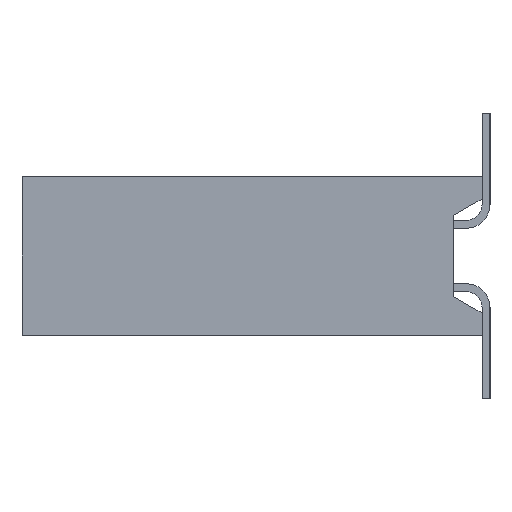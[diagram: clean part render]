
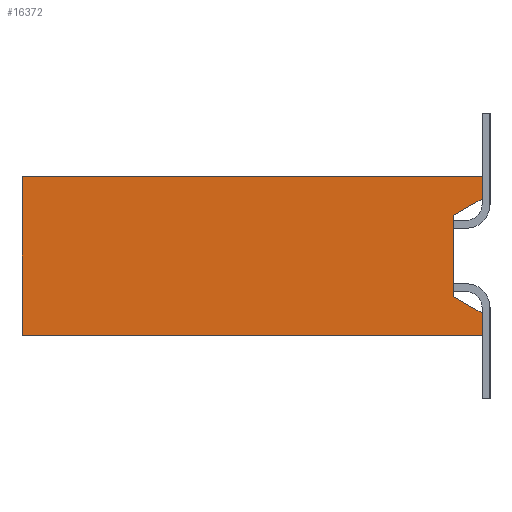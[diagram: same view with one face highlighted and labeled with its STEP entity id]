
A CAD part, left-side view. The second image highlights one B-rep face of the part: STEP entity #16372.
In plain terms, the highlighted planar face has unit normal (-1, 0, 0).
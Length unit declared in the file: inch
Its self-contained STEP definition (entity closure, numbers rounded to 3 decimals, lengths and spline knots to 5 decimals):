
#1537=ORIENTED_EDGE('',*,*,#5997,.F.);
#1538=ORIENTED_EDGE('',*,*,#5643,.T.);
#1539=ORIENTED_EDGE('',*,*,#5805,.F.);
#1540=ORIENTED_EDGE('',*,*,#5103,.F.);
#1541=ORIENTED_EDGE('',*,*,#5801,.T.);
#1542=ORIENTED_EDGE('',*,*,#5723,.T.);
#1543=ORIENTED_EDGE('',*,*,#6057,.F.);
#1544=ORIENTED_EDGE('',*,*,#6058,.F.);
#5103=EDGE_CURVE('',#7509,#7510,#9113,.T.);
#5643=EDGE_CURVE('',#7898,#7897,#9653,.T.);
#5723=EDGE_CURVE('',#7978,#7977,#9733,.T.);
#5801=EDGE_CURVE('',#7509,#7978,#9811,.T.);
#5805=EDGE_CURVE('',#7510,#7897,#9815,.T.);
#5997=EDGE_CURVE('',#7898,#8170,#10007,.T.);
#6057=EDGE_CURVE('',#8210,#7977,#10067,.T.);
#6058=EDGE_CURVE('',#8170,#8210,#10068,.T.);
#7509=VERTEX_POINT('',#22270);
#7510=VERTEX_POINT('',#22272);
#7897=VERTEX_POINT('',#23351);
#7898=VERTEX_POINT('',#23353);
#7977=VERTEX_POINT('',#23531);
#7978=VERTEX_POINT('',#23533);
#8170=VERTEX_POINT('',#24019);
#8210=VERTEX_POINT('',#24140);
#9113=LINE('',#22271,#11443);
#9653=LINE('',#23352,#11983);
#9733=LINE('',#23532,#12063);
#9811=LINE('',#23650,#12141);
#9815=LINE('',#23656,#12145);
#10007=LINE('',#24021,#12337);
#10067=LINE('',#24141,#12397);
#10068=LINE('',#24143,#12398);
#11443=VECTOR('',#18024,39.37008);
#11983=VECTOR('',#18870,39.37008);
#12063=VECTOR('',#18990,39.37008);
#12141=VECTOR('',#19070,39.37008);
#12145=VECTOR('',#19076,39.37008);
#12337=VECTOR('',#19308,39.37008);
#12397=VECTOR('',#19408,39.37008);
#12398=VECTOR('',#19411,39.37008);
#13880=EDGE_LOOP('',(#1537,#1538,#1539,#1540,#1541,#1542,#1543,#1544));
#14760=FACE_BOUND('',#13880,.T.);
#15603=PLANE('',#17205);
#16372=ADVANCED_FACE('',(#14760),#15603,.F.);
#17205=AXIS2_PLACEMENT_3D('',#24142,#19409,#19410);
#18024=DIRECTION('',(0.,0.,1.));
#18870=DIRECTION('',(0.,0.,1.));
#18990=DIRECTION('',(0.,0.,1.));
#19070=DIRECTION('',(0.,-1.,0.));
#19076=DIRECTION('',(0.,-1.,0.));
#19308=DIRECTION('',(0.,0.866,-0.5));
#19408=DIRECTION('',(0.,-0.866,-0.5));
#19409=DIRECTION('',(1.,0.,0.));
#19410=DIRECTION('',(0.,0.,-1.));
#19411=DIRECTION('',(0.,0.,-1.));
#22270=CARTESIAN_POINT('',(-0.95,0.29,-0.05));
#22271=CARTESIAN_POINT('',(-0.95,0.29,-0.05));
#22272=CARTESIAN_POINT('',(-0.95,0.29,0.05));
#23351=CARTESIAN_POINT('',(-0.95,0.,0.05));
#23352=CARTESIAN_POINT('',(-0.95,0.,-0.05));
#23353=CARTESIAN_POINT('',(-0.95,0.,0.036));
#23531=CARTESIAN_POINT('',(-0.95,0.,-0.036));
#23532=CARTESIAN_POINT('',(-0.95,0.,-0.05));
#23533=CARTESIAN_POINT('',(-0.95,0.,-0.05));
#23650=CARTESIAN_POINT('',(-0.95,0.29,-0.05));
#23656=CARTESIAN_POINT('',(-0.95,0.29,0.05));
#24019=CARTESIAN_POINT('',(-0.95,0.018,0.02561));
#24021=CARTESIAN_POINT('',(-0.95,0.25474,-0.11107));
#24140=CARTESIAN_POINT('',(-0.95,0.018,-0.02561));
#24141=CARTESIAN_POINT('',(-0.95,0.21144,0.08607));
#24142=CARTESIAN_POINT('',(-0.95,0.29,-0.05));
#24143=CARTESIAN_POINT('',(-0.95,0.018,-0.05));
